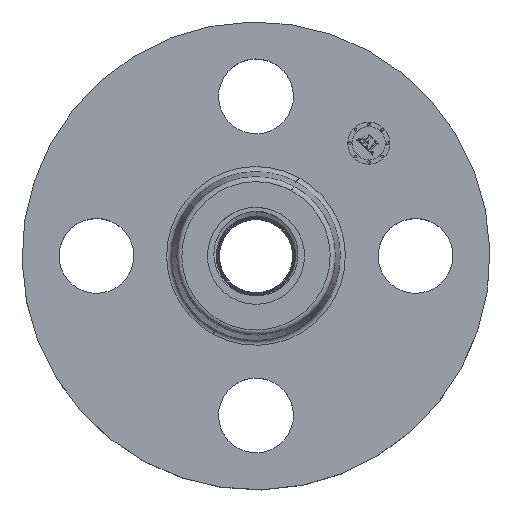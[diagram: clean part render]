
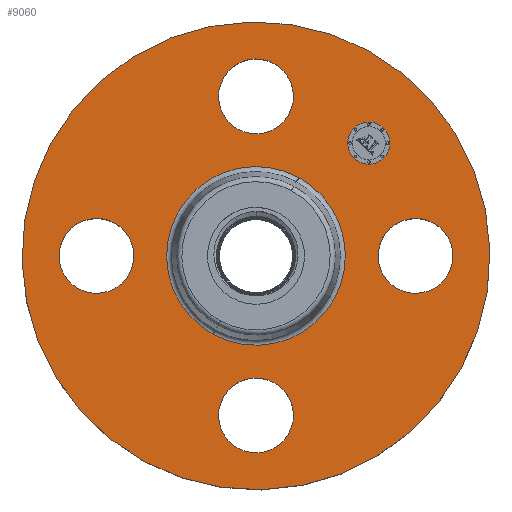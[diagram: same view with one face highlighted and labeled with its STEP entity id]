
A CAD part, top view. The second image highlights one B-rep face of the part: STEP entity #9060.
In plain terms, the highlighted planar face has unit normal (0, 0, 1).
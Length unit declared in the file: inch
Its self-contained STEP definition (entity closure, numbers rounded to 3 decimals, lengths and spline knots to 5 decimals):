
#431=AXIS2_PLACEMENT_3D('Circle Axis2P3D',#429,#430,$) ;
#443=AXIS2_PLACEMENT_3D('Circle Axis2P3D',#441,#442,$) ;
#467=AXIS2_PLACEMENT_3D('Circle Axis2P3D',#465,#466,$) ;
#486=AXIS2_PLACEMENT_3D('Circle Axis2P3D',#484,#485,$) ;
#503=AXIS2_PLACEMENT_3D('Circle Axis2P3D',#501,#502,$) ;
#538=AXIS2_PLACEMENT_3D('Circle Axis2P3D',#536,#537,$) ;
#660=AXIS2_PLACEMENT_3D('Circle Axis2P3D',#658,#659,$) ;
#672=AXIS2_PLACEMENT_3D('Circle Axis2P3D',#670,#671,$) ;
#703=AXIS2_PLACEMENT_3D('Circle Axis2P3D',#701,#702,$) ;
#715=AXIS2_PLACEMENT_3D('Circle Axis2P3D',#713,#714,$) ;
#746=AXIS2_PLACEMENT_3D('Circle Axis2P3D',#744,#745,$) ;
#758=AXIS2_PLACEMENT_3D('Circle Axis2P3D',#756,#757,$) ;
#9016=AXIS2_PLACEMENT_3D('Plane Axis2P3D',#9013,#9014,#9015) ;
#9044=AXIS2_PLACEMENT_3D('Circle Axis2P3D',#9042,#9043,$) ;
#9053=AXIS2_PLACEMENT_3D('Circle Axis2P3D',#9051,#9052,$) ;
#419=CARTESIAN_POINT('Vertex',(1.48886,0.21095,1.25)) ;
#426=CARTESIAN_POINT('Vertex',(2.26114,-0.21095,1.25)) ;
#429=CARTESIAN_POINT('Axis2P3D Location',(1.875,0.,1.25)) ;
#441=CARTESIAN_POINT('Axis2P3D Location',(1.875,0.,1.25)) ;
#462=CARTESIAN_POINT('Vertex',(1.31842,2.41335,1.25)) ;
#465=CARTESIAN_POINT('Axis2P3D Location',(0.,0.,1.25)) ;
#469=CARTESIAN_POINT('Vertex',(-1.31842,-2.41335,1.25)) ;
#484=CARTESIAN_POINT('Axis2P3D Location',(0.,0.,1.25)) ;
#501=CARTESIAN_POINT('Axis2P3D Location',(0.,0.,1.25)) ;
#505=CARTESIAN_POINT('Vertex',(0.50356,0.92177,1.25)) ;
#507=CARTESIAN_POINT('Vertex',(-0.50356,-0.92177,1.25)) ;
#536=CARTESIAN_POINT('Axis2P3D Location',(0.,0.,1.25)) ;
#648=CARTESIAN_POINT('Vertex',(-0.21095,1.48886,1.25)) ;
#655=CARTESIAN_POINT('Vertex',(0.21095,2.26114,1.25)) ;
#658=CARTESIAN_POINT('Axis2P3D Location',(0.,1.875,1.25)) ;
#670=CARTESIAN_POINT('Axis2P3D Location',(0.,1.875,1.25)) ;
#691=CARTESIAN_POINT('Vertex',(-1.48886,-0.21095,1.25)) ;
#698=CARTESIAN_POINT('Vertex',(-2.26114,0.21095,1.25)) ;
#701=CARTESIAN_POINT('Axis2P3D Location',(-1.875,0.,1.25)) ;
#713=CARTESIAN_POINT('Axis2P3D Location',(-1.875,0.,1.25)) ;
#734=CARTESIAN_POINT('Vertex',(0.21095,-1.48886,1.25)) ;
#741=CARTESIAN_POINT('Vertex',(-0.21095,-2.26114,1.25)) ;
#744=CARTESIAN_POINT('Axis2P3D Location',(0.,-1.875,1.25)) ;
#756=CARTESIAN_POINT('Axis2P3D Location',(0.,-1.875,1.25)) ;
#9013=CARTESIAN_POINT('Axis2P3D Location',(0.,2.75,1.25)) ;
#9042=CARTESIAN_POINT('Axis2P3D Location',(1.32583,1.32583,1.25)) ;
#9046=CARTESIAN_POINT('Vertex',(1.15082,1.50083,1.25)) ;
#9048=CARTESIAN_POINT('Vertex',(1.50083,1.15082,1.25)) ;
#9051=CARTESIAN_POINT('Axis2P3D Location',(1.32583,1.32583,1.25)) ;
#430=DIRECTION('Axis2P3D Direction',(0.,-0.,-0.039)) ;
#442=DIRECTION('Axis2P3D Direction',(0.,-0.,-0.039)) ;
#466=DIRECTION('Axis2P3D Direction',(0.,0.,-0.039)) ;
#485=DIRECTION('Axis2P3D Direction',(0.,0.,-0.039)) ;
#502=DIRECTION('Axis2P3D Direction',(0.,0.,-0.039)) ;
#537=DIRECTION('Axis2P3D Direction',(0.,0.,-0.039)) ;
#659=DIRECTION('Axis2P3D Direction',(0.,0.,-0.039)) ;
#671=DIRECTION('Axis2P3D Direction',(0.,0.,-0.039)) ;
#702=DIRECTION('Axis2P3D Direction',(-0.,0.,-0.039)) ;
#714=DIRECTION('Axis2P3D Direction',(-0.,0.,-0.039)) ;
#745=DIRECTION('Axis2P3D Direction',(0.,-0.,-0.039)) ;
#757=DIRECTION('Axis2P3D Direction',(0.,-0.,-0.039)) ;
#9014=DIRECTION('Axis2P3D Direction',(0.,0.,-0.039)) ;
#9015=DIRECTION('Axis2P3D XDirection',(0.039,0.,0.)) ;
#9043=DIRECTION('Axis2P3D Direction',(0.,0.,-0.039)) ;
#9052=DIRECTION('Axis2P3D Direction',(0.,0.,-0.039)) ;
#9019=ORIENTED_EDGE('',*,*,#471,.F.) ;
#9020=ORIENTED_EDGE('',*,*,#488,.F.) ;
#9023=ORIENTED_EDGE('',*,*,#433,.T.) ;
#9024=ORIENTED_EDGE('',*,*,#445,.T.) ;
#9027=ORIENTED_EDGE('',*,*,#540,.T.) ;
#9028=ORIENTED_EDGE('',*,*,#509,.T.) ;
#9031=ORIENTED_EDGE('',*,*,#760,.T.) ;
#9032=ORIENTED_EDGE('',*,*,#748,.T.) ;
#9035=ORIENTED_EDGE('',*,*,#717,.T.) ;
#9036=ORIENTED_EDGE('',*,*,#705,.T.) ;
#9039=ORIENTED_EDGE('',*,*,#674,.T.) ;
#9040=ORIENTED_EDGE('',*,*,#662,.T.) ;
#9057=ORIENTED_EDGE('',*,*,#9050,.T.) ;
#9058=ORIENTED_EDGE('',*,*,#9055,.T.) ;
#9025=FACE_BOUND('',#9022,.T.) ;
#9029=FACE_BOUND('',#9026,.T.) ;
#9033=FACE_BOUND('',#9030,.T.) ;
#9037=FACE_BOUND('',#9034,.T.) ;
#9041=FACE_BOUND('',#9038,.T.) ;
#9059=FACE_BOUND('',#9056,.T.) ;
#9060=ADVANCED_FACE('PartBody',(#9021,#9025,#9029,#9033,#9037,#9041,#9059),#9017,.F.) ;
#432=CIRCLE('generated circle',#431,0.44) ;
#444=CIRCLE('generated circle',#443,0.44) ;
#468=CIRCLE('generated circle',#467,2.75) ;
#487=CIRCLE('generated circle',#486,2.75) ;
#504=CIRCLE('generated circle',#503,1.05035) ;
#539=CIRCLE('generated circle',#538,1.05035) ;
#661=CIRCLE('generated circle',#660,0.44) ;
#673=CIRCLE('generated circle',#672,0.44) ;
#704=CIRCLE('generated circle',#703,0.44) ;
#716=CIRCLE('generated circle',#715,0.44) ;
#747=CIRCLE('generated circle',#746,0.44) ;
#759=CIRCLE('generated circle',#758,0.44) ;
#9045=CIRCLE('generated circle',#9044,0.2475) ;
#9054=CIRCLE('generated circle',#9053,0.2475) ;
#433=EDGE_CURVE('',#420,#427,#432,.T.) ;
#445=EDGE_CURVE('',#427,#420,#444,.T.) ;
#471=EDGE_CURVE('',#463,#470,#468,.T.) ;
#488=EDGE_CURVE('',#470,#463,#487,.T.) ;
#509=EDGE_CURVE('',#506,#508,#504,.T.) ;
#540=EDGE_CURVE('',#508,#506,#539,.T.) ;
#662=EDGE_CURVE('',#649,#656,#661,.T.) ;
#674=EDGE_CURVE('',#656,#649,#673,.T.) ;
#705=EDGE_CURVE('',#692,#699,#704,.T.) ;
#717=EDGE_CURVE('',#699,#692,#716,.T.) ;
#748=EDGE_CURVE('',#735,#742,#747,.T.) ;
#760=EDGE_CURVE('',#742,#735,#759,.T.) ;
#9050=EDGE_CURVE('',#9047,#9049,#9045,.T.) ;
#9055=EDGE_CURVE('',#9049,#9047,#9054,.T.) ;
#9018=EDGE_LOOP('',(#9019,#9020)) ;
#9022=EDGE_LOOP('',(#9023,#9024)) ;
#9026=EDGE_LOOP('',(#9027,#9028)) ;
#9030=EDGE_LOOP('',(#9031,#9032)) ;
#9034=EDGE_LOOP('',(#9035,#9036)) ;
#9038=EDGE_LOOP('',(#9039,#9040)) ;
#9056=EDGE_LOOP('',(#9057,#9058)) ;
#9021=FACE_OUTER_BOUND('',#9018,.T.) ;
#9017=PLANE('',#9016) ;
#420=VERTEX_POINT('',#419) ;
#427=VERTEX_POINT('',#426) ;
#463=VERTEX_POINT('',#462) ;
#470=VERTEX_POINT('',#469) ;
#506=VERTEX_POINT('',#505) ;
#508=VERTEX_POINT('',#507) ;
#649=VERTEX_POINT('',#648) ;
#656=VERTEX_POINT('',#655) ;
#692=VERTEX_POINT('',#691) ;
#699=VERTEX_POINT('',#698) ;
#735=VERTEX_POINT('',#734) ;
#742=VERTEX_POINT('',#741) ;
#9047=VERTEX_POINT('',#9046) ;
#9049=VERTEX_POINT('',#9048) ;
